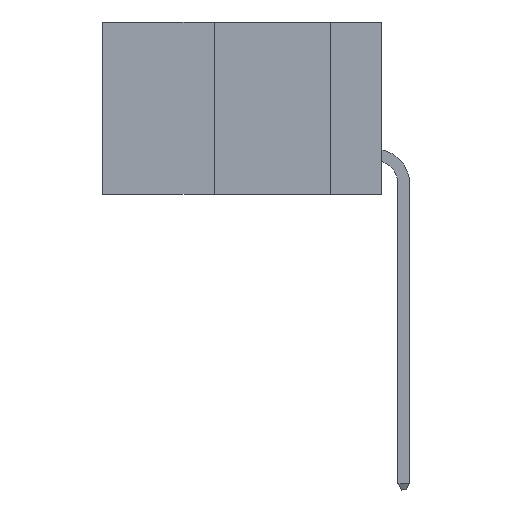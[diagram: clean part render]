
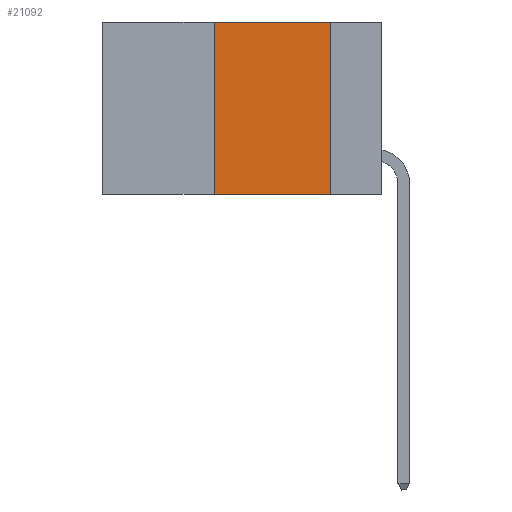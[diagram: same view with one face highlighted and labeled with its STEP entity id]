
A CAD part, left-side view. The second image highlights one B-rep face of the part: STEP entity #21092.
In plain terms, the highlighted planar face has unit normal (-1, 0, 0).
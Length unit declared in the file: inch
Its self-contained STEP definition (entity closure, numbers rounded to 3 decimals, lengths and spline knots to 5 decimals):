
#325 = CARTESIAN_POINT ( 'NONE',  ( 0., 0.6, 0. ) ) ;
#941 = CARTESIAN_POINT ( 'NONE',  ( 0., 0.11, 0. ) ) ;
#1451 = CARTESIAN_POINT ( 'NONE',  ( 0., 0.6, -0.37 ) ) ;
#3111 = DIRECTION ( 'NONE',  ( 0., -1., 0. ) ) ;
#3204 = VERTEX_POINT ( 'NONE', #15386 ) ;
#3358 = EDGE_CURVE ( 'NONE', #10697, #15430, #15475, .T. ) ;
#3769 = DIRECTION ( 'NONE',  ( 0., -1., 0. ) ) ;
#4170 = CARTESIAN_POINT ( 'NONE',  ( 0., 0.11, -0.37 ) ) ;
#4609 = LINE ( 'NONE', #941, #16520 ) ;
#6379 = CARTESIAN_POINT ( 'NONE',  ( 0., 0.36, 0. ) ) ;
#7189 = DIRECTION ( 'NONE',  ( 1., 0., 0. ) ) ;
#7840 = AXIS2_PLACEMENT_3D ( 'NONE', #325, #7189, #10512 ) ;
#8033 = DIRECTION ( 'NONE',  ( 0., 0., 1. ) ) ;
#8598 = CARTESIAN_POINT ( 'NONE',  ( 0., 0.36, 0. ) ) ;
#9735 = CARTESIAN_POINT ( 'NONE',  ( 0., 0.36, -0.37 ) ) ;
#10050 = EDGE_CURVE ( 'NONE', #15866, #3204, #20940, .T. ) ;
#10512 = DIRECTION ( 'NONE',  ( 0., 0., -1. ) ) ;
#10697 = VERTEX_POINT ( 'NONE', #9735 ) ;
#12247 = CARTESIAN_POINT ( 'NONE',  ( 0., 0.6, 0. ) ) ;
#12832 = ORIENTED_EDGE ( 'NONE', *, *, #14303, .F. ) ;
#13042 = VECTOR ( 'NONE', #8033, 39.37008 ) ;
#14303 = EDGE_CURVE ( 'NONE', #10697, #15866, #15694, .T. ) ;
#14651 = ORIENTED_EDGE ( 'NONE', *, *, #3358, .T. ) ;
#15379 = ORIENTED_EDGE ( 'NONE', *, *, #10050, .F. ) ;
#15386 = CARTESIAN_POINT ( 'NONE',  ( 0., 0.11, 0. ) ) ;
#15430 = VERTEX_POINT ( 'NONE', #4170 ) ;
#15475 = LINE ( 'NONE', #1451, #19191 ) ;
#15529 = EDGE_CURVE ( 'NONE', #3204, #15430, #4609, .T. ) ;
#15694 = LINE ( 'NONE', #6379, #13042 ) ;
#15866 = VERTEX_POINT ( 'NONE', #8598 ) ;
#16441 = VECTOR ( 'NONE', #3769, 39.37008 ) ;
#16520 = VECTOR ( 'NONE', #21367, 39.37008 ) ;
#17268 = PLANE ( 'NONE',  #7840 ) ;
#17835 = ORIENTED_EDGE ( 'NONE', *, *, #15529, .F. ) ;
#19191 = VECTOR ( 'NONE', #3111, 39.37008 ) ;
#19631 = EDGE_LOOP ( 'NONE', ( #17835, #15379, #12832, #14651 ) ) ;
#20739 = FACE_OUTER_BOUND ( 'NONE', #19631, .T. ) ;
#20940 = LINE ( 'NONE', #12247, #16441 ) ;
#21092 = ADVANCED_FACE ( 'NONE', ( #20739 ), #17268, .F. ) ;
#21367 = DIRECTION ( 'NONE',  ( 0., 0., -1. ) ) ;
